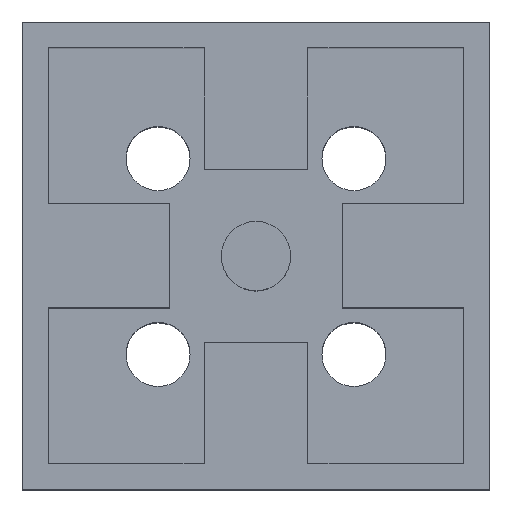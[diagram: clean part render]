
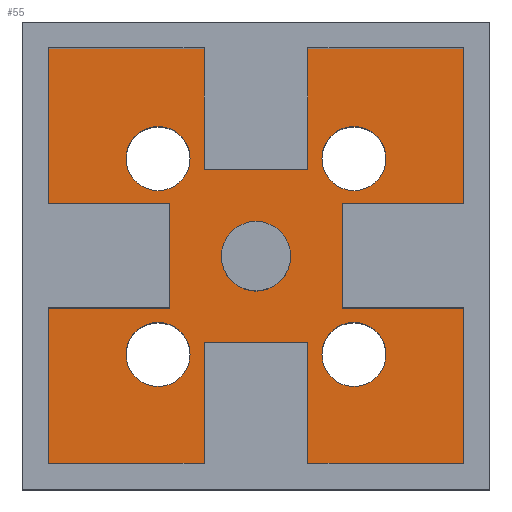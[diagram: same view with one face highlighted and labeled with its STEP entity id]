
A CAD part, top view. The second image highlights one B-rep face of the part: STEP entity #55.
In plain terms, the highlighted planar face has unit normal (0, 0, 1).
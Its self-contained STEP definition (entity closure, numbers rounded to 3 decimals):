
#55=ADVANCED_FACE('',(#130,#132,#134,#136,#138,#140),#142,.T.);
#130=FACE_BOUND('',#131,.T.);
#131=EDGE_LOOP('',(#638,#639,#640,#641,#642,#643,#644,#645,#646,#647,#648,#649,#650,
#651,#652,#653,#654,#655,#656,#657));
#132=FACE_BOUND('',#133,.T.);
#133=EDGE_LOOP('',(#658));
#134=FACE_BOUND('',#135,.T.);
#135=EDGE_LOOP('',(#659));
#136=FACE_BOUND('',#137,.T.);
#137=EDGE_LOOP('',(#660));
#138=FACE_BOUND('',#139,.T.);
#139=EDGE_LOOP('',(#661));
#140=FACE_BOUND('',#141,.T.);
#141=EDGE_LOOP('',(#662));
#142=PLANE('',#143);
#143=AXIS2_PLACEMENT_3D('',#144,#145,#146);
#144=CARTESIAN_POINT('',(0.,0.,16.));
#145=DIRECTION('',(0.,0.,1.));
#146=DIRECTION('',(1.,0.,0.));
#638=ORIENTED_EDGE('',*,*,#897,.F.);
#639=ORIENTED_EDGE('',*,*,#898,.F.);
#640=ORIENTED_EDGE('',*,*,#899,.F.);
#641=ORIENTED_EDGE('',*,*,#900,.F.);
#642=ORIENTED_EDGE('',*,*,#901,.F.);
#643=ORIENTED_EDGE('',*,*,#902,.F.);
#644=ORIENTED_EDGE('',*,*,#903,.F.);
#645=ORIENTED_EDGE('',*,*,#904,.F.);
#646=ORIENTED_EDGE('',*,*,#905,.F.);
#647=ORIENTED_EDGE('',*,*,#906,.F.);
#648=ORIENTED_EDGE('',*,*,#907,.F.);
#649=ORIENTED_EDGE('',*,*,#908,.F.);
#650=ORIENTED_EDGE('',*,*,#909,.F.);
#651=ORIENTED_EDGE('',*,*,#910,.F.);
#652=ORIENTED_EDGE('',*,*,#911,.F.);
#653=ORIENTED_EDGE('',*,*,#912,.F.);
#654=ORIENTED_EDGE('',*,*,#913,.F.);
#655=ORIENTED_EDGE('',*,*,#914,.F.);
#656=ORIENTED_EDGE('',*,*,#915,.F.);
#657=ORIENTED_EDGE('',*,*,#916,.F.);
#658=ORIENTED_EDGE('',*,*,#917,.T.);
#659=ORIENTED_EDGE('',*,*,#918,.T.);
#660=ORIENTED_EDGE('',*,*,#919,.T.);
#661=ORIENTED_EDGE('',*,*,#920,.T.);
#662=ORIENTED_EDGE('',*,*,#896,.F.);
#896=EDGE_CURVE('',#1027,#1027,#1028,.T.);
#897=EDGE_CURVE('',#1029,#1030,#1031,.F.);
#898=EDGE_CURVE('',#1032,#1029,#1033,.T.);
#899=EDGE_CURVE('',#1034,#1032,#1035,.T.);
#900=EDGE_CURVE('',#1036,#1034,#1037,.T.);
#901=EDGE_CURVE('',#1038,#1036,#1039,.F.);
#902=EDGE_CURVE('',#1040,#1038,#1041,.F.);
#903=EDGE_CURVE('',#1042,#1040,#1043,.T.);
#904=EDGE_CURVE('',#1044,#1042,#1045,.T.);
#905=EDGE_CURVE('',#1046,#1044,#1047,.T.);
#906=EDGE_CURVE('',#1048,#1046,#1049,.F.);
#907=EDGE_CURVE('',#1050,#1048,#1051,.F.);
#908=EDGE_CURVE('',#1052,#1050,#1053,.T.);
#909=EDGE_CURVE('',#1054,#1052,#1055,.T.);
#910=EDGE_CURVE('',#1056,#1054,#1057,.T.);
#911=EDGE_CURVE('',#1058,#1056,#1059,.F.);
#912=EDGE_CURVE('',#1060,#1058,#1061,.F.);
#913=EDGE_CURVE('',#1062,#1060,#1063,.T.);
#914=EDGE_CURVE('',#1064,#1062,#1065,.T.);
#915=EDGE_CURVE('',#1066,#1064,#1067,.T.);
#916=EDGE_CURVE('',#1030,#1066,#1068,.F.);
#917=EDGE_CURVE('',#1069,#1069,#1070,.F.);
#918=EDGE_CURVE('',#1071,#1071,#1072,.F.);
#919=EDGE_CURVE('',#1073,#1073,#1074,.F.);
#920=EDGE_CURVE('',#1075,#1075,#1076,.F.);
#1027=VERTEX_POINT('',#1254);
#1028=CIRCLE('',#1255,2.);
#1029=VERTEX_POINT('',#1259);
#1030=VERTEX_POINT('',#1260);
#1031=LINE('',#1261,#1262);
#1032=VERTEX_POINT('',#1264);
#1033=LINE('',#1265,#1266);
#1034=VERTEX_POINT('',#1268);
#1035=LINE('',#1269,#1270);
#1036=VERTEX_POINT('',#1272);
#1037=LINE('',#1273,#1274);
#1038=VERTEX_POINT('',#1276);
#1039=LINE('',#1277,#1278);
#1040=VERTEX_POINT('',#1280);
#1041=LINE('',#1281,#1282);
#1042=VERTEX_POINT('',#1284);
#1043=LINE('',#1285,#1286);
#1044=VERTEX_POINT('',#1288);
#1045=LINE('',#1289,#1290);
#1046=VERTEX_POINT('',#1292);
#1047=LINE('',#1293,#1294);
#1048=VERTEX_POINT('',#1296);
#1049=LINE('',#1297,#1298);
#1050=VERTEX_POINT('',#1300);
#1051=LINE('',#1301,#1302);
#1052=VERTEX_POINT('',#1304);
#1053=LINE('',#1305,#1306);
#1054=VERTEX_POINT('',#1308);
#1055=LINE('',#1309,#1310);
#1056=VERTEX_POINT('',#1312);
#1057=LINE('',#1313,#1314);
#1058=VERTEX_POINT('',#1316);
#1059=LINE('',#1317,#1318);
#1060=VERTEX_POINT('',#1320);
#1061=LINE('',#1321,#1322);
#1062=VERTEX_POINT('',#1324);
#1063=LINE('',#1325,#1326);
#1064=VERTEX_POINT('',#1328);
#1065=LINE('',#1329,#1330);
#1066=VERTEX_POINT('',#1332);
#1067=LINE('',#1333,#1334);
#1068=LINE('',#1336,#1337);
#1069=VERTEX_POINT('',#1339);
#1070=CIRCLE('',#1340,1.85);
#1071=VERTEX_POINT('',#1344);
#1072=CIRCLE('',#1345,1.85);
#1073=VERTEX_POINT('',#1349);
#1074=CIRCLE('',#1350,1.85);
#1075=VERTEX_POINT('',#1354);
#1076=CIRCLE('',#1355,1.85);
#1254=CARTESIAN_POINT('',(2.,0.,16.));
#1255=AXIS2_PLACEMENT_3D('',#1256,#1257,#1258);
#1256=CARTESIAN_POINT('',(0.,0.,16.));
#1257=DIRECTION('',(0.,0.,1.));
#1258=DIRECTION('',(1.,0.,0.));
#1259=CARTESIAN_POINT('',(12.,-3.,16.));
#1260=CARTESIAN_POINT('',(12.,-12.,16.));
#1261=CARTESIAN_POINT('',(12.,-12.,16.));
#1262=VECTOR('',#1263,1.);
#1263=DIRECTION('',(0.,1.,0.));
#1264=CARTESIAN_POINT('',(5.,-3.,16.));
#1265=CARTESIAN_POINT('',(5.,-3.,16.));
#1266=VECTOR('',#1267,1.);
#1267=DIRECTION('',(1.,0.,0.));
#1268=CARTESIAN_POINT('',(5.,3.,16.));
#1269=CARTESIAN_POINT('',(5.,3.,16.));
#1270=VECTOR('',#1271,1.);
#1271=DIRECTION('',(0.,-1.,0.));
#1272=CARTESIAN_POINT('',(12.,3.,16.));
#1273=CARTESIAN_POINT('',(12.,3.,16.));
#1274=VECTOR('',#1275,1.);
#1275=DIRECTION('',(-1.,0.,0.));
#1276=CARTESIAN_POINT('',(12.,12.,16.));
#1277=CARTESIAN_POINT('',(12.,3.,16.));
#1278=VECTOR('',#1279,1.);
#1279=DIRECTION('',(0.,1.,0.));
#1280=CARTESIAN_POINT('',(3.,12.,16.));
#1281=CARTESIAN_POINT('',(12.,12.,16.));
#1282=VECTOR('',#1283,1.);
#1283=DIRECTION('',(-1.,0.,0.));
#1284=CARTESIAN_POINT('',(3.,5.,16.));
#1285=CARTESIAN_POINT('',(3.,5.,16.));
#1286=VECTOR('',#1287,1.);
#1287=DIRECTION('',(0.,1.,0.));
#1288=CARTESIAN_POINT('',(-3.,5.,16.));
#1289=CARTESIAN_POINT('',(-3.,5.,16.));
#1290=VECTOR('',#1291,1.);
#1291=DIRECTION('',(1.,0.,0.));
#1292=CARTESIAN_POINT('',(-3.,12.,16.));
#1293=CARTESIAN_POINT('',(-3.,12.,16.));
#1294=VECTOR('',#1295,1.);
#1295=DIRECTION('',(0.,-1.,0.));
#1296=CARTESIAN_POINT('',(-12.,12.,16.));
#1297=CARTESIAN_POINT('',(-3.,12.,16.));
#1298=VECTOR('',#1299,1.);
#1299=DIRECTION('',(-1.,0.,0.));
#1300=CARTESIAN_POINT('',(-12.,3.,16.));
#1301=CARTESIAN_POINT('',(-12.,12.,16.));
#1302=VECTOR('',#1303,1.);
#1303=DIRECTION('',(0.,-1.,0.));
#1304=CARTESIAN_POINT('',(-5.,3.,16.));
#1305=CARTESIAN_POINT('',(-5.,3.,16.));
#1306=VECTOR('',#1307,1.);
#1307=DIRECTION('',(-1.,0.,0.));
#1308=CARTESIAN_POINT('',(-5.,-3.,16.));
#1309=CARTESIAN_POINT('',(-5.,-3.,16.));
#1310=VECTOR('',#1311,1.);
#1311=DIRECTION('',(0.,1.,0.));
#1312=CARTESIAN_POINT('',(-12.,-3.,16.));
#1313=CARTESIAN_POINT('',(-12.,-3.,16.));
#1314=VECTOR('',#1315,1.);
#1315=DIRECTION('',(1.,0.,0.));
#1316=CARTESIAN_POINT('',(-12.,-12.,16.));
#1317=CARTESIAN_POINT('',(-12.,-3.,16.));
#1318=VECTOR('',#1319,1.);
#1319=DIRECTION('',(0.,-1.,0.));
#1320=CARTESIAN_POINT('',(-3.,-12.,16.));
#1321=CARTESIAN_POINT('',(-12.,-12.,16.));
#1322=VECTOR('',#1323,1.);
#1323=DIRECTION('',(1.,0.,0.));
#1324=CARTESIAN_POINT('',(-3.,-5.,16.));
#1325=CARTESIAN_POINT('',(-3.,-5.,16.));
#1326=VECTOR('',#1327,1.);
#1327=DIRECTION('',(0.,-1.,0.));
#1328=CARTESIAN_POINT('',(3.,-5.,16.));
#1329=CARTESIAN_POINT('',(3.,-5.,16.));
#1330=VECTOR('',#1331,1.);
#1331=DIRECTION('',(-1.,0.,0.));
#1332=CARTESIAN_POINT('',(3.,-12.,16.));
#1333=CARTESIAN_POINT('',(3.,-12.,16.));
#1334=VECTOR('',#1335,1.);
#1335=DIRECTION('',(0.,1.,0.));
#1336=CARTESIAN_POINT('',(3.,-12.,16.));
#1337=VECTOR('',#1338,1.);
#1338=DIRECTION('',(1.,0.,0.));
#1339=CARTESIAN_POINT('',(5.66,7.51,16.));
#1340=AXIS2_PLACEMENT_3D('',#1341,#1342,#1343);
#1341=CARTESIAN_POINT('',(5.66,5.66,16.));
#1342=DIRECTION('',(0.,0.,1.));
#1343=DIRECTION('',(0.,1.,0.));
#1344=CARTESIAN_POINT('',(5.66,-3.81,16.));
#1345=AXIS2_PLACEMENT_3D('',#1346,#1347,#1348);
#1346=CARTESIAN_POINT('',(5.66,-5.66,16.));
#1347=DIRECTION('',(0.,0.,1.));
#1348=DIRECTION('',(0.,1.,0.));
#1349=CARTESIAN_POINT('',(-5.66,7.51,16.));
#1350=AXIS2_PLACEMENT_3D('',#1351,#1352,#1353);
#1351=CARTESIAN_POINT('',(-5.66,5.66,16.));
#1352=DIRECTION('',(0.,0.,1.));
#1353=DIRECTION('',(0.,1.,0.));
#1354=CARTESIAN_POINT('',(-5.66,-3.81,16.));
#1355=AXIS2_PLACEMENT_3D('',#1356,#1357,#1358);
#1356=CARTESIAN_POINT('',(-5.66,-5.66,16.));
#1357=DIRECTION('',(0.,0.,1.));
#1358=DIRECTION('',(0.,1.,0.));
